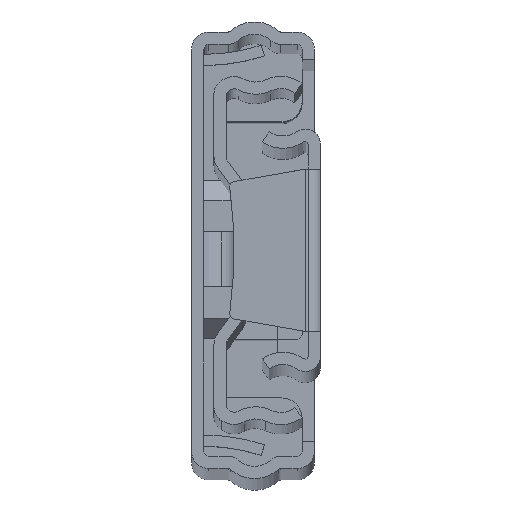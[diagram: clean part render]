
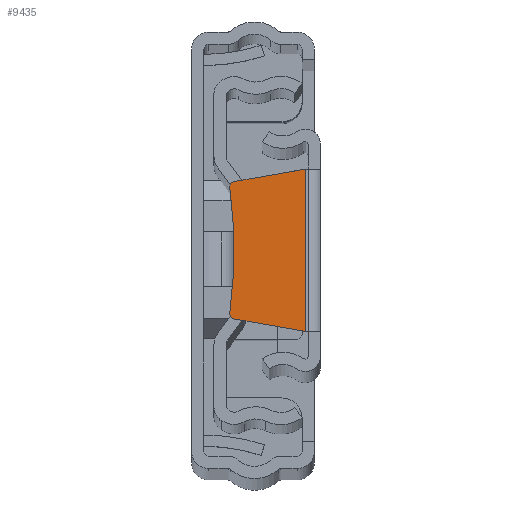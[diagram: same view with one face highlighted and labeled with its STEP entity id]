
A CAD part, top view. The second image highlights one B-rep face of the part: STEP entity #9435.
In plain terms, the highlighted planar face has unit normal (0, 0, 1).
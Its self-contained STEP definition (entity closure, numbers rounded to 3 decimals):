
#568=PLANE('',#10246);
#980=FACE_OUTER_BOUND('',#1541,.T.);
#1541=EDGE_LOOP('',(#8002,#8003,#8004,#8005,#8006,#8007));
#2330=LINE('',#15417,#3195);
#2334=LINE('',#15426,#3199);
#2337=LINE('',#15438,#3202);
#3195=VECTOR('',#12463,7.131);
#3199=VECTOR('',#12469,7.131);
#3202=VECTOR('',#12486,16.);
#3763=CIRCLE('',#10237,0.5);
#3765=CIRCLE('',#10242,0.5);
#3767=CIRCLE('',#10245,44.84);
#4549=VERTEX_POINT('',#15408);
#4550=VERTEX_POINT('',#15410);
#4552=VERTEX_POINT('',#15416);
#4555=VERTEX_POINT('',#15423);
#4556=VERTEX_POINT('',#15425);
#4558=VERTEX_POINT('',#15431);
#5767=EDGE_CURVE('',#4550,#4549,#3763,.T.);
#5770=EDGE_CURVE('',#4552,#4550,#2330,.T.);
#5774=EDGE_CURVE('',#4556,#4555,#2334,.T.);
#5777=EDGE_CURVE('',#4558,#4556,#3765,.T.);
#5780=EDGE_CURVE('',#4549,#4558,#3767,.T.);
#5781=EDGE_CURVE('',#4555,#4552,#2337,.T.);
#8002=ORIENTED_EDGE('',*,*,#5770,.T.);
#8003=ORIENTED_EDGE('',*,*,#5767,.T.);
#8004=ORIENTED_EDGE('',*,*,#5780,.T.);
#8005=ORIENTED_EDGE('',*,*,#5777,.T.);
#8006=ORIENTED_EDGE('',*,*,#5774,.T.);
#8007=ORIENTED_EDGE('',*,*,#5781,.T.);
#9435=ADVANCED_FACE('',(#980),#568,.T.);
#10237=AXIS2_PLACEMENT_3D('',#15411,#12457,#12458);
#10242=AXIS2_PLACEMENT_3D('',#15432,#12475,#12476);
#10245=AXIS2_PLACEMENT_3D('',#15436,#12482,#12483);
#10246=AXIS2_PLACEMENT_3D('',#15437,#12484,#12485);
#12457=DIRECTION('center_axis',(0.,0.,1.));
#12458=DIRECTION('ref_axis',(0.174,-0.985,0.));
#12463=DIRECTION('',(-0.985,-0.174,0.));
#12469=DIRECTION('',(0.985,-0.174,0.));
#12475=DIRECTION('center_axis',(0.,0.,1.));
#12476=DIRECTION('ref_axis',(0.99,-0.138,0.));
#12482=DIRECTION('center_axis',(0.,0.,-1.));
#12483=DIRECTION('ref_axis',(0.99,-0.138,0.));
#12484=DIRECTION('center_axis',(0.,0.,1.));
#12485=DIRECTION('ref_axis',(1.,0.,0.));
#12486=DIRECTION('',(0.,1.,0.));
#15408=CARTESIAN_POINT('',(-4.631,6.2,637.5));
#15410=CARTESIAN_POINT('',(-4.222,6.762,637.5));
#15411=CARTESIAN_POINT('Origin',(-4.136,6.269,637.5));
#15416=CARTESIAN_POINT('',(2.8,8.,637.5));
#15417=CARTESIAN_POINT('',(-1.521,7.238,637.5));
#15423=CARTESIAN_POINT('',(2.8,-8.,637.5));
#15425=CARTESIAN_POINT('',(-4.222,-6.762,637.5));
#15426=CARTESIAN_POINT('',(-5.032,-6.619,637.5));
#15431=CARTESIAN_POINT('',(-4.631,-6.2,637.5));
#15432=CARTESIAN_POINT('Origin',(-4.136,-6.269,637.5));
#15436=CARTESIAN_POINT('Origin',(-49.04,0.,
637.5));
#15437=CARTESIAN_POINT('Origin',(-4.7,0.,637.5));
#15438=CARTESIAN_POINT('',(2.8,0.,637.5));
